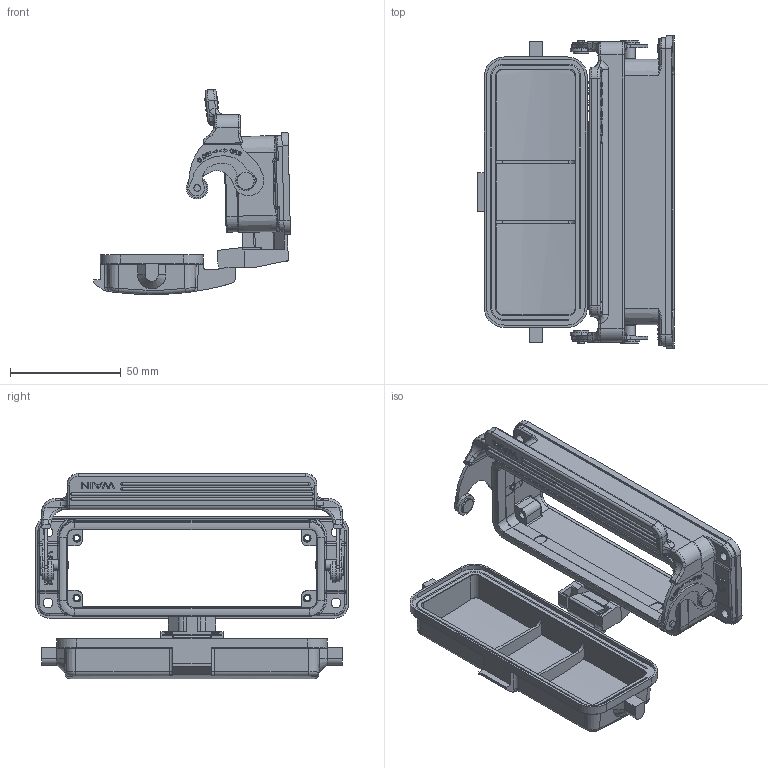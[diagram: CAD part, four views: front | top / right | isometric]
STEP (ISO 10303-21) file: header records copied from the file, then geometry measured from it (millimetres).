
FILE_DESCRIPTION(/* description */ (''),/* implementation_level */ '2;1');
FILE_NAME(/* name */ '3D_1240243611001_HV24B-BK-1L_SC-CV_V1.1.stp',/* time_stamp */ '2024-01-17T09:47:21+08:00',/* author */ (''),/* organization */ (''),/* preprocessor_version */ 'ST-DEVELOPER v18.1',/* originating_system */ 'SIEMENS PLM Software NX 1980',/* authorisation */ '');
FILE_SCHEMA (('AUTOMOTIVE_DESIGN { 1 0 10303 214 3 1 1 1 }'));
Products named in the file (1): 14593C30272Bdsaf
Bounding box: 88.83 x 141 x 92.62 mm (x, y, z)
Volume: 88664.5 mm3; surface area: 82599.2 mm2
Topology: 21 solids, 30 shells, 1647 faces, 4361 edges, 2830 vertices
Faces by surface type: plane 727, cylinder 669, torus 106, cone 54, extrusion 36, bspline 33, sphere 22
Full cylindrical faces by diameter (mm): 1.9 x2, 3 x2, 4.9 x2, 8 x2
Entity records: 55596 total; most frequent: CARTESIAN_POINT 15814, ORIENTED_EDGE 8581, DIRECTION 7241, EDGE_CURVE 4315, VERTEX_POINT 2826, AXIS2_PLACEMENT_3D 2565, VECTOR 2111, LINE 2075
